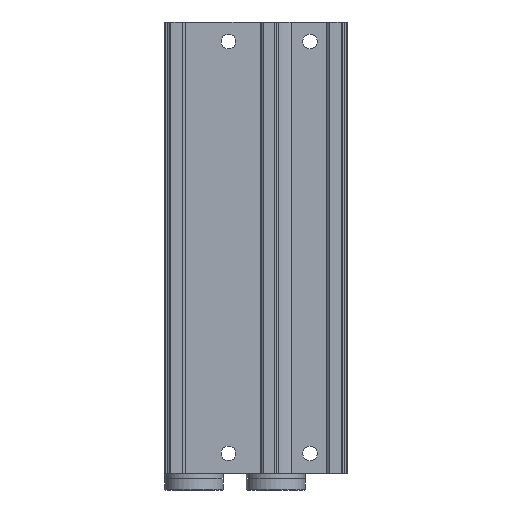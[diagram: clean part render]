
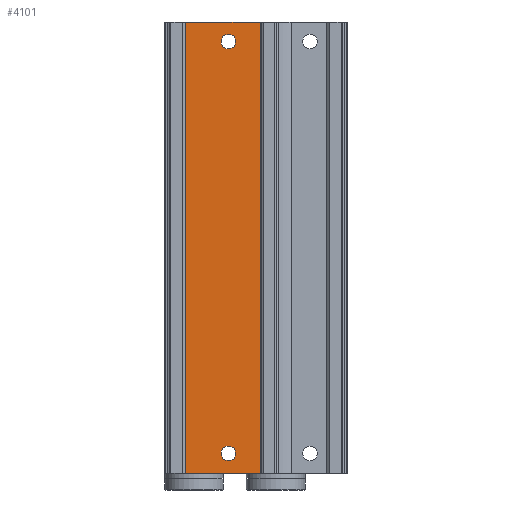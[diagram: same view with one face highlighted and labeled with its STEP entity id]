
A CAD part, front view. The second image highlights one B-rep face of the part: STEP entity #4101.
In plain terms, the highlighted planar face has unit normal (0, -1, 0).
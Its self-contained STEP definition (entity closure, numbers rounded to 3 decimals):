
#169=PLANE('',#4435);
#301=CIRCLE('',#4436,2.25);
#302=CIRCLE('',#4437,2.25);
#608=ORIENTED_EDGE('',*,*,#1682,.F.);
#609=ORIENTED_EDGE('',*,*,#1683,.F.);
#610=ORIENTED_EDGE('',*,*,#1684,.F.);
#611=ORIENTED_EDGE('',*,*,#1681,.F.);
#612=ORIENTED_EDGE('',*,*,#1685,.T.);
#613=ORIENTED_EDGE('',*,*,#1686,.T.);
#1681=EDGE_CURVE('',#2213,#2212,#2607,.T.);
#1682=EDGE_CURVE('',#2214,#2214,#301,.T.);
#1683=EDGE_CURVE('',#2215,#2215,#302,.T.);
#1684=EDGE_CURVE('',#2212,#2216,#2608,.T.);
#1685=EDGE_CURVE('',#2213,#2217,#2609,.T.);
#1686=EDGE_CURVE('',#2217,#2216,#2610,.T.);
#2212=VERTEX_POINT('',#6579);
#2213=VERTEX_POINT('',#6581);
#2214=VERTEX_POINT('',#6585);
#2215=VERTEX_POINT('',#6587);
#2216=VERTEX_POINT('',#6589);
#2217=VERTEX_POINT('',#6591);
#2607=LINE('',#6582,#2887);
#2608=LINE('',#6588,#2888);
#2609=LINE('',#6590,#2889);
#2610=LINE('',#6592,#2890);
#2887=VECTOR('',#5016,1000.);
#2888=VECTOR('',#5023,1000.);
#2889=VECTOR('',#5024,1000.);
#2890=VECTOR('',#5025,1000.);
#3168=EDGE_LOOP('',(#608));
#3169=EDGE_LOOP('',(#609));
#3170=EDGE_LOOP('',(#610,#611,#612,#613));
#3588=FACE_BOUND('',#3168,.T.);
#3589=FACE_BOUND('',#3169,.T.);
#3590=FACE_BOUND('',#3170,.T.);
#4101=ADVANCED_FACE('',(#3588,#3589,#3590),#169,.T.);
#4435=AXIS2_PLACEMENT_3D('',#6583,#5017,#5018);
#4436=AXIS2_PLACEMENT_3D('',#6584,#5019,#5020);
#4437=AXIS2_PLACEMENT_3D('',#6586,#5021,#5022);
#5016=DIRECTION('',(0.,0.,1.));
#5017=DIRECTION('',(0.,-1.,0.));
#5018=DIRECTION('',(0.,0.,-1.));
#5019=DIRECTION('',(0.,-1.,0.));
#5020=DIRECTION('',(0.,0.,-1.));
#5021=DIRECTION('',(0.,-1.,0.));
#5022=DIRECTION('',(0.,0.,-1.));
#5023=DIRECTION('',(1.,0.,0.));
#5024=DIRECTION('',(1.,0.,0.));
#5025=DIRECTION('',(0.,0.,1.));
#6579=CARTESIAN_POINT('',(-27.6,6.5,0.));
#6581=CARTESIAN_POINT('',(-27.6,6.5,-138.));
#6582=CARTESIAN_POINT('',(-27.6,6.5,-138.));
#6583=CARTESIAN_POINT('',(-27.6,6.5,-138.));
#6584=CARTESIAN_POINT('',(-14.5,6.5,-132.));
#6585=CARTESIAN_POINT('',(-14.5,6.5,-134.25));
#6586=CARTESIAN_POINT('',(-14.5,6.5,-6.));
#6587=CARTESIAN_POINT('',(-14.5,6.5,-8.25));
#6588=CARTESIAN_POINT('',(-27.6,6.5,0.));
#6589=CARTESIAN_POINT('',(-4.75,6.5,0.));
#6590=CARTESIAN_POINT('',(-27.6,6.5,-138.));
#6591=CARTESIAN_POINT('',(-4.75,6.5,-138.));
#6592=CARTESIAN_POINT('',(-4.75,6.5,-138.));
